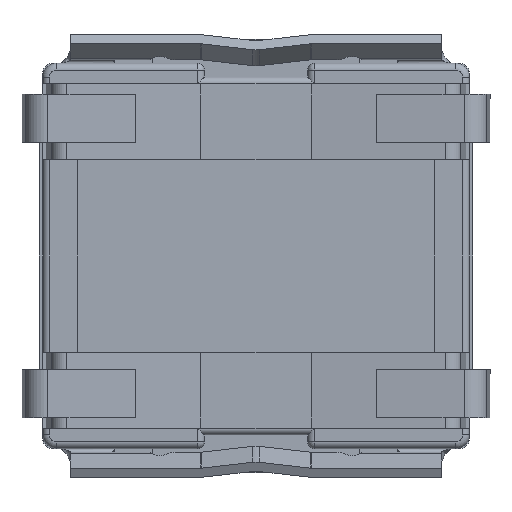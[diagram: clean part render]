
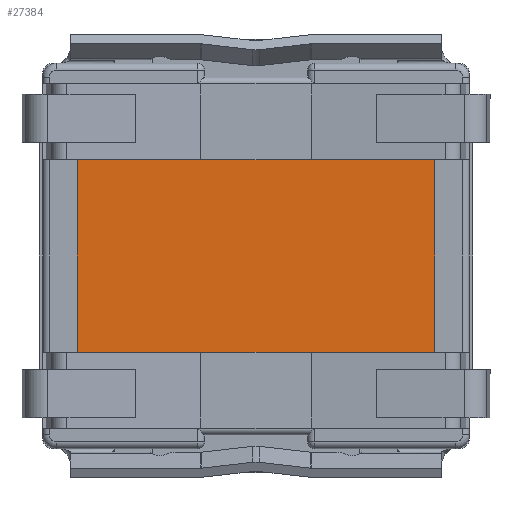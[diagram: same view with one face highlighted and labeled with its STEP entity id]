
A CAD part, front view. The second image highlights one B-rep face of the part: STEP entity #27384.
In plain terms, the highlighted planar face has unit normal (0, -1, 0).
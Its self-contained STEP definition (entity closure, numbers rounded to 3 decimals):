
#1264 = PLANE('',#1265);
#1265 = AXIS2_PLACEMENT_3D('',#1266,#1267,#1268);
#1266 = CARTESIAN_POINT('',(2.775,0.43,-1.4));
#1267 = DIRECTION('',(0.,0.,-1.));
#1268 = DIRECTION('',(-1.,0.,0.));
#1568 = PLANE('',#1569);
#1569 = AXIS2_PLACEMENT_3D('',#1570,#1571,#1572);
#1570 = CARTESIAN_POINT('',(2.775,0.43,1.4));
#1571 = DIRECTION('',(0.,0.,1.));
#1572 = DIRECTION('',(-1.,0.,0.));
#1709 = PLANE('',#1710);
#1710 = AXIS2_PLACEMENT_3D('',#1711,#1712,#1713);
#1711 = CARTESIAN_POINT('',(-2.775,0.43,-1.4));
#1712 = DIRECTION('',(0.,0.,-1.));
#1713 = DIRECTION('',(1.,0.,0.));
#2013 = PLANE('',#2014);
#2014 = AXIS2_PLACEMENT_3D('',#2015,#2016,#2017);
#2015 = CARTESIAN_POINT('',(-2.775,0.43,1.4));
#2016 = DIRECTION('',(0.,0.,1.));
#2017 = DIRECTION('',(1.,0.,0.));
#22095 = VERTEX_POINT('',#22096);
#22096 = CARTESIAN_POINT('',(-2.6,0.2,1.4));
#22110 = PLANE('',#22111);
#22111 = AXIS2_PLACEMENT_3D('',#22112,#22113,#22114);
#22112 = CARTESIAN_POINT('',(-2.6,0.2,0.));
#22113 = DIRECTION('',(1.,0.,0.));
#22114 = DIRECTION('',(0.,0.,1.));
#22122 = EDGE_CURVE('',#22095,#22123,#22125,.T.);
#22123 = VERTEX_POINT('',#22124);
#22124 = CARTESIAN_POINT('',(-0.8,0.2,1.4));
#22125 = SURFACE_CURVE('',#22126,(#22130,#22137),.PCURVE_S1.);
#22126 = LINE('',#22127,#22128);
#22127 = CARTESIAN_POINT('',(0.,0.2,1.4));
#22128 = VECTOR('',#22129,1.);
#22129 = DIRECTION('',(1.,0.,0.));
#22130 = PCURVE('',#2013,#22131);
#22131 = DEFINITIONAL_REPRESENTATION('',(#22132),#22136);
#22132 = LINE('',#22133,#22134);
#22133 = CARTESIAN_POINT('',(2.775,-0.23));
#22134 = VECTOR('',#22135,1.);
#22135 = DIRECTION('',(1.,0.));
#22136 = ( GEOMETRIC_REPRESENTATION_CONTEXT(2) 
PARAMETRIC_REPRESENTATION_CONTEXT() REPRESENTATION_CONTEXT('2D SPACE',''
  ) );
#22137 = PCURVE('',#22138,#22143);
#22138 = PLANE('',#22139);
#22139 = AXIS2_PLACEMENT_3D('',#22140,#22141,#22142);
#22140 = CARTESIAN_POINT('',(0.,0.2,-1.4));
#22141 = DIRECTION('',(0.,-1.,0.));
#22142 = DIRECTION('',(0.,0.,-1.));
#22143 = DEFINITIONAL_REPRESENTATION('',(#22144),#22148);
#22144 = LINE('',#22145,#22146);
#22145 = CARTESIAN_POINT('',(-2.8,0.));
#22146 = VECTOR('',#22147,1.);
#22147 = DIRECTION('',(0.,1.));
#22148 = ( GEOMETRIC_REPRESENTATION_CONTEXT(2) 
PARAMETRIC_REPRESENTATION_CONTEXT() REPRESENTATION_CONTEXT('2D SPACE',''
  ) );
#22521 = PLANE('',#22522);
#22522 = AXIS2_PLACEMENT_3D('',#22523,#22524,#22525);
#22523 = CARTESIAN_POINT('',(0.,0.2,1.4));
#22524 = DIRECTION('',(0.,0.,-1.));
#22525 = DIRECTION('',(1.,0.,0.));
#23635 = VERTEX_POINT('',#23636);
#23636 = CARTESIAN_POINT('',(0.8,0.2,1.4));
#23662 = EDGE_CURVE('',#23663,#23635,#23665,.T.);
#23663 = VERTEX_POINT('',#23664);
#23664 = CARTESIAN_POINT('',(2.6,0.2,1.4));
#23665 = SURFACE_CURVE('',#23666,(#23670,#23677),.PCURVE_S1.);
#23666 = LINE('',#23667,#23668);
#23667 = CARTESIAN_POINT('',(0.,0.2,1.4));
#23668 = VECTOR('',#23669,1.);
#23669 = DIRECTION('',(-1.,0.,0.));
#23670 = PCURVE('',#1568,#23671);
#23671 = DEFINITIONAL_REPRESENTATION('',(#23672),#23676);
#23672 = LINE('',#23673,#23674);
#23673 = CARTESIAN_POINT('',(2.775,0.23));
#23674 = VECTOR('',#23675,1.);
#23675 = DIRECTION('',(1.,0.));
#23676 = ( GEOMETRIC_REPRESENTATION_CONTEXT(2) 
PARAMETRIC_REPRESENTATION_CONTEXT() REPRESENTATION_CONTEXT('2D SPACE',''
  ) );
#23677 = PCURVE('',#22138,#23678);
#23678 = DEFINITIONAL_REPRESENTATION('',(#23679),#23683);
#23679 = LINE('',#23680,#23681);
#23680 = CARTESIAN_POINT('',(-2.8,0.));
#23681 = VECTOR('',#23682,1.);
#23682 = DIRECTION('',(0.,-1.));
#23683 = ( GEOMETRIC_REPRESENTATION_CONTEXT(2) 
PARAMETRIC_REPRESENTATION_CONTEXT() REPRESENTATION_CONTEXT('2D SPACE',''
  ) );
#23701 = PLANE('',#23702);
#23702 = AXIS2_PLACEMENT_3D('',#23703,#23704,#23705);
#23703 = CARTESIAN_POINT('',(2.6,0.2,0.));
#23704 = DIRECTION('',(-1.,0.,0.));
#23705 = DIRECTION('',(0.,0.,1.));
#24074 = EDGE_CURVE('',#23635,#22123,#24075,.T.);
#24075 = SURFACE_CURVE('',#24076,(#24080,#24087),.PCURVE_S1.);
#24076 = LINE('',#24077,#24078);
#24077 = CARTESIAN_POINT('',(0.,0.2,1.4));
#24078 = VECTOR('',#24079,1.);
#24079 = DIRECTION('',(-1.,0.,0.));
#24080 = PCURVE('',#22521,#24081);
#24081 = DEFINITIONAL_REPRESENTATION('',(#24082),#24086);
#24082 = LINE('',#24083,#24084);
#24083 = CARTESIAN_POINT('',(0.,0.));
#24084 = VECTOR('',#24085,1.);
#24085 = DIRECTION('',(-1.,0.));
#24086 = ( GEOMETRIC_REPRESENTATION_CONTEXT(2) 
PARAMETRIC_REPRESENTATION_CONTEXT() REPRESENTATION_CONTEXT('2D SPACE',''
  ) );
#24087 = PCURVE('',#22138,#24088);
#24088 = DEFINITIONAL_REPRESENTATION('',(#24089),#24093);
#24089 = LINE('',#24090,#24091);
#24090 = CARTESIAN_POINT('',(-2.8,0.));
#24091 = VECTOR('',#24092,1.);
#24092 = DIRECTION('',(0.,-1.));
#24093 = ( GEOMETRIC_REPRESENTATION_CONTEXT(2) 
PARAMETRIC_REPRESENTATION_CONTEXT() REPRESENTATION_CONTEXT('2D SPACE',''
  ) );
#25332 = VERTEX_POINT('',#25333);
#25333 = CARTESIAN_POINT('',(-0.8,0.2,-1.4));
#25359 = EDGE_CURVE('',#25360,#25332,#25362,.T.);
#25360 = VERTEX_POINT('',#25361);
#25361 = CARTESIAN_POINT('',(-2.6,0.2,-1.4));
#25362 = SURFACE_CURVE('',#25363,(#25367,#25374),.PCURVE_S1.);
#25363 = LINE('',#25364,#25365);
#25364 = CARTESIAN_POINT('',(0.,0.2,-1.4));
#25365 = VECTOR('',#25366,1.);
#25366 = DIRECTION('',(1.,0.,0.));
#25367 = PCURVE('',#1709,#25368);
#25368 = DEFINITIONAL_REPRESENTATION('',(#25369),#25373);
#25369 = LINE('',#25370,#25371);
#25370 = CARTESIAN_POINT('',(2.775,0.23));
#25371 = VECTOR('',#25372,1.);
#25372 = DIRECTION('',(1.,0.));
#25373 = ( GEOMETRIC_REPRESENTATION_CONTEXT(2) 
PARAMETRIC_REPRESENTATION_CONTEXT() REPRESENTATION_CONTEXT('2D SPACE',''
  ) );
#25374 = PCURVE('',#22138,#25375);
#25375 = DEFINITIONAL_REPRESENTATION('',(#25376),#25380);
#25376 = LINE('',#25377,#25378);
#25377 = CARTESIAN_POINT('',(0.,0.));
#25378 = VECTOR('',#25379,1.);
#25379 = DIRECTION('',(0.,1.));
#25380 = ( GEOMETRIC_REPRESENTATION_CONTEXT(2) 
PARAMETRIC_REPRESENTATION_CONTEXT() REPRESENTATION_CONTEXT('2D SPACE',''
  ) );
#25723 = PLANE('',#25724);
#25724 = AXIS2_PLACEMENT_3D('',#25725,#25726,#25727);
#25725 = CARTESIAN_POINT('',(0.,0.2,-1.4));
#25726 = DIRECTION('',(0.,0.,1.));
#25727 = DIRECTION('',(1.,0.,0.));
#25760 = EDGE_CURVE('',#22095,#25360,#25761,.T.);
#25761 = SURFACE_CURVE('',#25762,(#25766,#25773),.PCURVE_S1.);
#25762 = LINE('',#25763,#25764);
#25763 = CARTESIAN_POINT('',(-2.6,0.2,0.));
#25764 = VECTOR('',#25765,1.);
#25765 = DIRECTION('',(0.,0.,-1.));
#25766 = PCURVE('',#22110,#25767);
#25767 = DEFINITIONAL_REPRESENTATION('',(#25768),#25772);
#25768 = LINE('',#25769,#25770);
#25769 = CARTESIAN_POINT('',(0.,0.));
#25770 = VECTOR('',#25771,1.);
#25771 = DIRECTION('',(-1.,0.));
#25772 = ( GEOMETRIC_REPRESENTATION_CONTEXT(2) 
PARAMETRIC_REPRESENTATION_CONTEXT() REPRESENTATION_CONTEXT('2D SPACE',''
  ) );
#25773 = PCURVE('',#22138,#25774);
#25774 = DEFINITIONAL_REPRESENTATION('',(#25775),#25779);
#25775 = LINE('',#25776,#25777);
#25776 = CARTESIAN_POINT('',(-1.4,-2.6));
#25777 = VECTOR('',#25778,1.);
#25778 = DIRECTION('',(1.,0.));
#25779 = ( GEOMETRIC_REPRESENTATION_CONTEXT(2) 
PARAMETRIC_REPRESENTATION_CONTEXT() REPRESENTATION_CONTEXT('2D SPACE',''
  ) );
#26961 = VERTEX_POINT('',#26962);
#26962 = CARTESIAN_POINT('',(2.6,0.2,-1.4));
#26983 = EDGE_CURVE('',#26961,#26984,#26986,.T.);
#26984 = VERTEX_POINT('',#26985);
#26985 = CARTESIAN_POINT('',(0.8,0.2,-1.4));
#26986 = SURFACE_CURVE('',#26987,(#26991,#26998),.PCURVE_S1.);
#26987 = LINE('',#26988,#26989);
#26988 = CARTESIAN_POINT('',(0.,0.2,-1.4));
#26989 = VECTOR('',#26990,1.);
#26990 = DIRECTION('',(-1.,0.,0.));
#26991 = PCURVE('',#1264,#26992);
#26992 = DEFINITIONAL_REPRESENTATION('',(#26993),#26997);
#26993 = LINE('',#26994,#26995);
#26994 = CARTESIAN_POINT('',(2.775,-0.23));
#26995 = VECTOR('',#26996,1.);
#26996 = DIRECTION('',(1.,0.));
#26997 = ( GEOMETRIC_REPRESENTATION_CONTEXT(2) 
PARAMETRIC_REPRESENTATION_CONTEXT() REPRESENTATION_CONTEXT('2D SPACE',''
  ) );
#26998 = PCURVE('',#22138,#26999);
#26999 = DEFINITIONAL_REPRESENTATION('',(#27000),#27004);
#27000 = LINE('',#27001,#27002);
#27001 = CARTESIAN_POINT('',(0.,0.));
#27002 = VECTOR('',#27003,1.);
#27003 = DIRECTION('',(0.,-1.));
#27004 = ( GEOMETRIC_REPRESENTATION_CONTEXT(2) 
PARAMETRIC_REPRESENTATION_CONTEXT() REPRESENTATION_CONTEXT('2D SPACE',''
  ) );
#27384 = ADVANCED_FACE('',(#27385),#22138,.T.);
#27385 = FACE_BOUND('',#27386,.T.);
#27386 = EDGE_LOOP('',(#27387,#27408,#27409,#27410,#27411,#27412,#27413,
    #27434));
#27387 = ORIENTED_EDGE('',*,*,#27388,.F.);
#27388 = EDGE_CURVE('',#23663,#26961,#27389,.T.);
#27389 = SURFACE_CURVE('',#27390,(#27394,#27401),.PCURVE_S1.);
#27390 = LINE('',#27391,#27392);
#27391 = CARTESIAN_POINT('',(2.6,0.2,0.));
#27392 = VECTOR('',#27393,1.);
#27393 = DIRECTION('',(0.,0.,-1.));
#27394 = PCURVE('',#22138,#27395);
#27395 = DEFINITIONAL_REPRESENTATION('',(#27396),#27400);
#27396 = LINE('',#27397,#27398);
#27397 = CARTESIAN_POINT('',(-1.4,2.6));
#27398 = VECTOR('',#27399,1.);
#27399 = DIRECTION('',(1.,0.));
#27400 = ( GEOMETRIC_REPRESENTATION_CONTEXT(2) 
PARAMETRIC_REPRESENTATION_CONTEXT() REPRESENTATION_CONTEXT('2D SPACE',''
  ) );
#27401 = PCURVE('',#23701,#27402);
#27402 = DEFINITIONAL_REPRESENTATION('',(#27403),#27407);
#27403 = LINE('',#27404,#27405);
#27404 = CARTESIAN_POINT('',(0.,0.));
#27405 = VECTOR('',#27406,1.);
#27406 = DIRECTION('',(-1.,0.));
#27407 = ( GEOMETRIC_REPRESENTATION_CONTEXT(2) 
PARAMETRIC_REPRESENTATION_CONTEXT() REPRESENTATION_CONTEXT('2D SPACE',''
  ) );
#27408 = ORIENTED_EDGE('',*,*,#23662,.T.);
#27409 = ORIENTED_EDGE('',*,*,#24074,.T.);
#27410 = ORIENTED_EDGE('',*,*,#22122,.F.);
#27411 = ORIENTED_EDGE('',*,*,#25760,.T.);
#27412 = ORIENTED_EDGE('',*,*,#25359,.T.);
#27413 = ORIENTED_EDGE('',*,*,#27414,.F.);
#27414 = EDGE_CURVE('',#26984,#25332,#27415,.T.);
#27415 = SURFACE_CURVE('',#27416,(#27420,#27427),.PCURVE_S1.);
#27416 = LINE('',#27417,#27418);
#27417 = CARTESIAN_POINT('',(0.,0.2,-1.4));
#27418 = VECTOR('',#27419,1.);
#27419 = DIRECTION('',(-1.,0.,0.));
#27420 = PCURVE('',#22138,#27421);
#27421 = DEFINITIONAL_REPRESENTATION('',(#27422),#27426);
#27422 = LINE('',#27423,#27424);
#27423 = CARTESIAN_POINT('',(0.,0.));
#27424 = VECTOR('',#27425,1.);
#27425 = DIRECTION('',(0.,-1.));
#27426 = ( GEOMETRIC_REPRESENTATION_CONTEXT(2) 
PARAMETRIC_REPRESENTATION_CONTEXT() REPRESENTATION_CONTEXT('2D SPACE',''
  ) );
#27427 = PCURVE('',#25723,#27428);
#27428 = DEFINITIONAL_REPRESENTATION('',(#27429),#27433);
#27429 = LINE('',#27430,#27431);
#27430 = CARTESIAN_POINT('',(0.,0.));
#27431 = VECTOR('',#27432,1.);
#27432 = DIRECTION('',(-1.,0.));
#27433 = ( GEOMETRIC_REPRESENTATION_CONTEXT(2) 
PARAMETRIC_REPRESENTATION_CONTEXT() REPRESENTATION_CONTEXT('2D SPACE',''
  ) );
#27434 = ORIENTED_EDGE('',*,*,#26983,.F.);
